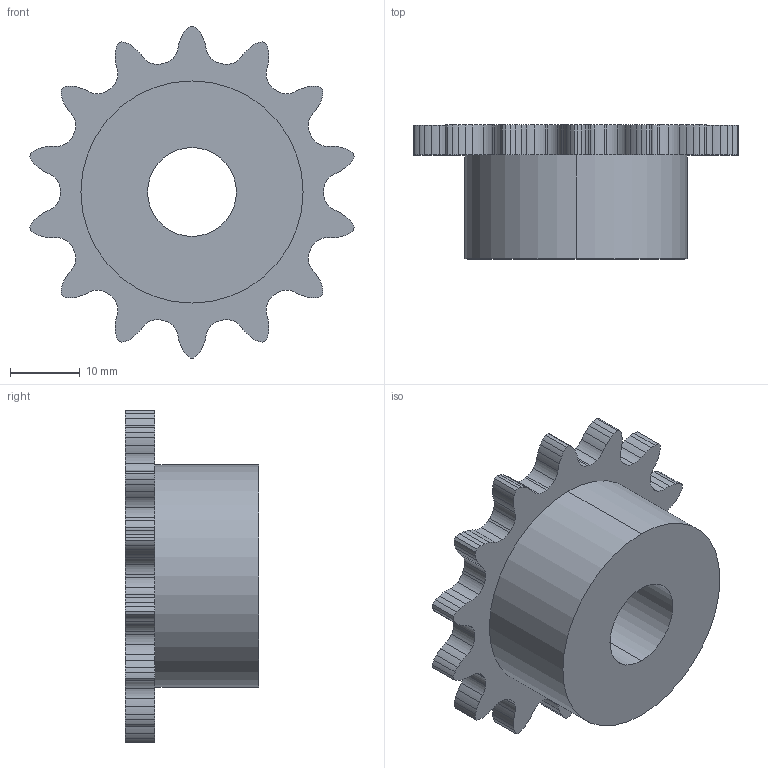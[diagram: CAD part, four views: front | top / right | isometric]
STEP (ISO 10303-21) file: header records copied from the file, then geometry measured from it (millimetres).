
FILE_DESCRIPTION((''),'2;1');
FILE_NAME('rcss-3814.stp','2001-12-29T13:10:07',('Administrator'),(''),'Autodesk Inventor (tm) 3.0','Autodesk Inventor (tm) 3.0','');
FILE_SCHEMA(('CONFIG_CONTROL_DESIGN'));
Length unit declared in the file: inch
Products named in the file (1): rcss-3814
Bounding box: 46.37 x 19.13 x 47.45 mm (x, y, z)
Volume: 15151.4 mm3; surface area: 5586.3 mm2
Topology: 1 solids, 1 shells, 203 faces, 600 edges, 400 vertices
Faces by surface type: cylinder 172, plane 31
Entity records: 7079 total; most frequent: DIRECTION 1352, CARTESIAN_POINT 1204, ORIENTED_EDGE 1200, EDGE_CURVE 600, AXIS2_PLACEMENT_3D 548, VERTEX_POINT 400, CIRCLE 344, VECTOR 256
